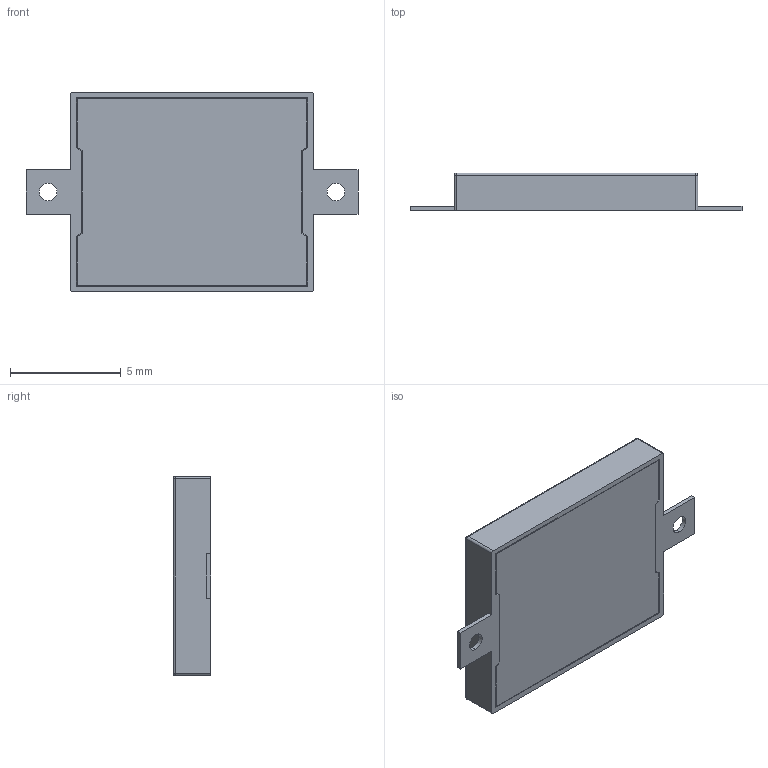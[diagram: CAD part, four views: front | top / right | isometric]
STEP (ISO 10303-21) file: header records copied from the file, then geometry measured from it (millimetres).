
FILE_DESCRIPTION (( 'STEP AP214' ), '1' );
FILE_NAME ('CUI_DEVICES_CPT-1117-83-SMT-TR.step', '2019-10-20T21:42:54', ( '' ), ( '' ), 'SwSTEP 2.0', 'SolidWorks 2019', '' );
FILE_SCHEMA (( 'AUTOMOTIVE_DESIGN' ));
Length unit declared in the file: inch
Products named in the file (1): CUI_DEVICES_CPT-1117-83-SMT-TR
Bounding box: 15 x 1.7 x 9 mm (x, y, z)
Volume: 168.7 mm3; surface area: 299.9 mm2
Topology: 1 solids, 1 shells, 79 faces, 184 edges, 112 vertices
Faces by surface type: plane 47, cylinder 28, sphere 4
Entity records: 2402 total; most frequent: DIRECTION 396, CARTESIAN_POINT 372, ORIENTED_EDGE 360, EDGE_CURVE 180, AXIS2_PLACEMENT_3D 136, VECTOR 124, LINE 124, VERTEX_POINT 112
